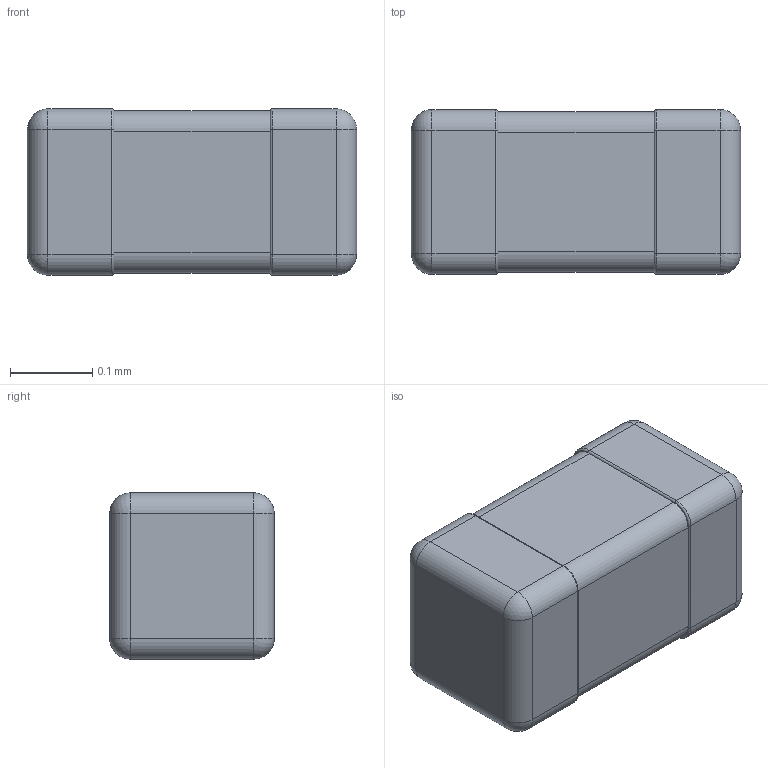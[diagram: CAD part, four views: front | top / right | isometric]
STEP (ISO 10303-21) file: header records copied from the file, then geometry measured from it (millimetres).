
FILE_DESCRIPTION(/* description */ (''),/* implementation_level */ '2;1');
FILE_NAME(/* name */ 'CAP - 01005.step',/* time_stamp */ '2019-12-13T23:55:17+00:00',/* author */ (''),/* organization */ (''),/* preprocessor_version */ 'ST-DEVELOPER v18',/* originating_system */ 'Autodesk Translation Framework v8.12.0.6',/* authorisation */ '');
FILE_SCHEMA (('AUTOMOTIVE_DESIGN { 1 0 10303 214 3 1 1 }'));
Length unit declared in the file: millimetre
Products named in the file (1): CAP - 01005
Bounding box: 0.4 x 0.2 x 0.2 mm (x, y, z)
Volume: 0 mm3; surface area: 0.4 mm2
Topology: 1 solids, 1 shells, 66 faces, 136 edges, 72 vertices
Faces by surface type: cylinder 28, plane 22, sphere 8, torus 8
Entity records: 1751 total; most frequent: DIRECTION 334, CARTESIAN_POINT 275, ORIENTED_EDGE 272, EDGE_CURVE 136, AXIS2_PLACEMENT_3D 131, LINE 72, VECTOR 72, VERTEX_POINT 72
